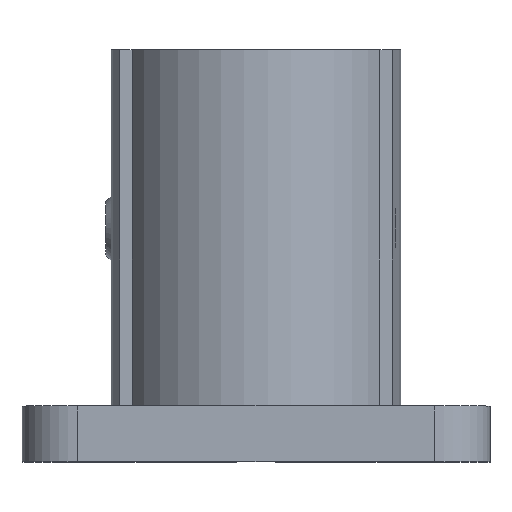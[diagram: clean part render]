
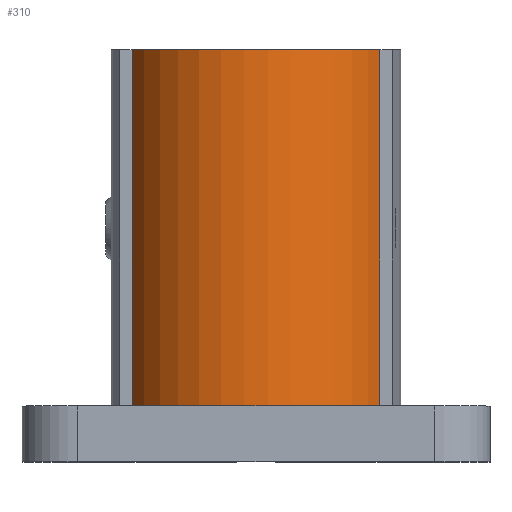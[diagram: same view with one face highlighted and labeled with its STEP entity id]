
A CAD part, top view. The second image highlights one B-rep face of the part: STEP entity #310.
In plain terms, the highlighted cylindrical face has radius 12.5 mm (diameter 25 mm), a partial arc.
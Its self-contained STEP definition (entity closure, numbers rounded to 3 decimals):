
#310 = ADVANCED_FACE( '', ( #650 ), #651, .T. );
#650 = FACE_OUTER_BOUND( '', #982, .T. );
#651 = CYLINDRICAL_SURFACE( '', #983, 12.5 );
#982 = EDGE_LOOP( '', ( #1867, #1868, #1869, #1870 ) );
#983 = AXIS2_PLACEMENT_3D( '', #1871, #1872, #1873 );
#1867 = ORIENTED_EDGE( '', *, *, #2215, .F. );
#1868 = ORIENTED_EDGE( '', *, *, #2205, .F. );
#1869 = ORIENTED_EDGE( '', *, *, #2151, .F. );
#1870 = ORIENTED_EDGE( '', *, *, #2165, .F. );
#1871 = CARTESIAN_POINT( '', ( 0., 37., 0. ) );
#1872 = DIRECTION( '', ( 0., 1., 0. ) );
#1873 = DIRECTION( '', ( 0., 0., -1. ) );
#2151 = EDGE_CURVE( '', #2653, #2656, #2657, .F. );
#2165 = EDGE_CURVE( '', #2674, #2653, #2676, .F. );
#2205 = EDGE_CURVE( '', #2656, #2723, #2724, .T. );
#2215 = EDGE_CURVE( '', #2723, #2674, #2737, .T. );
#2653 = VERTEX_POINT( '', #3368 );
#2656 = VERTEX_POINT( '', #3372 );
#2657 = LINE( '', #3373, #3374 );
#2674 = VERTEX_POINT( '', #3395 );
#2676 = CIRCLE( '', #3398, 12.5 );
#2723 = VERTEX_POINT( '', #3460 );
#2724 = CIRCLE( '', #3461, 12.5 );
#2737 = LINE( '', #3476, #3477 );
#3368 = CARTESIAN_POINT( '', ( -11.125, 5., 5.7 ) );
#3372 = CARTESIAN_POINT( '', ( -11.125, 37., 5.7 ) );
#3373 = CARTESIAN_POINT( '', ( -11.125, 37., 5.7 ) );
#3374 = VECTOR( '', #3803, 1000. );
#3395 = CARTESIAN_POINT( '', ( 11.125, 5., 5.7 ) );
#3398 = AXIS2_PLACEMENT_3D( '', #3821, #3822, #3823 );
#3460 = CARTESIAN_POINT( '', ( 11.125, 37., 5.7 ) );
#3461 = AXIS2_PLACEMENT_3D( '', #3857, #3858, #3859 );
#3476 = CARTESIAN_POINT( '', ( 11.125, 37., 5.7 ) );
#3477 = VECTOR( '', #3871, 1000. );
#3803 = DIRECTION( '', ( 0., -1., 0. ) );
#3821 = CARTESIAN_POINT( '', ( 0., 5., 0. ) );
#3822 = DIRECTION( '', ( 0., 1., 0. ) );
#3823 = DIRECTION( '', ( 0., 0., 1. ) );
#3857 = CARTESIAN_POINT( '', ( 0., 37., 0. ) );
#3858 = DIRECTION( '', ( 0., 1., 0. ) );
#3859 = DIRECTION( '', ( 1., 0., 0. ) );
#3871 = DIRECTION( '', ( 0., -1., 0. ) );
